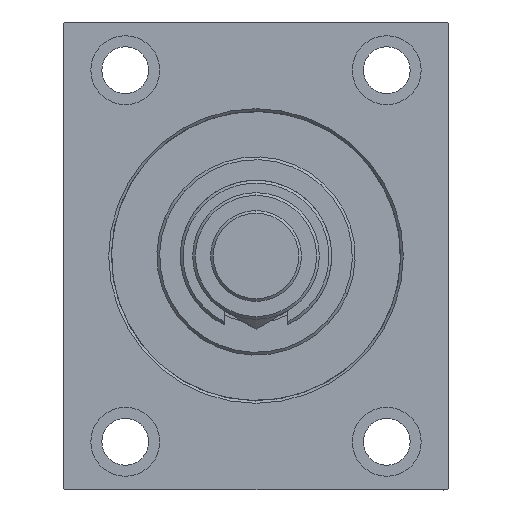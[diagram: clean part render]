
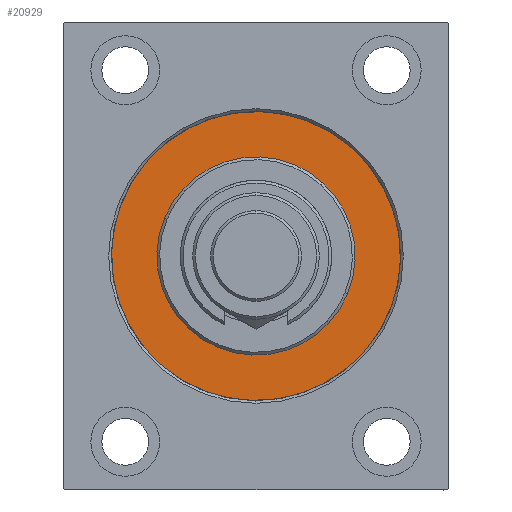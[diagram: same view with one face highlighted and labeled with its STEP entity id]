
A CAD part, left-side view. The second image highlights one B-rep face of the part: STEP entity #20929.
In plain terms, the highlighted face is planar.
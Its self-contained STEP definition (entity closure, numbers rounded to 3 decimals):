
#543 = CARTESIAN_POINT ( 'NONE',  ( 0., 0., 0. ) ) ;
#2900 = EDGE_CURVE ( 'NONE', #16667, #34946, #42996, .T. ) ;
#3713 = CARTESIAN_POINT ( 'NONE',  ( 0., 0., 0. ) ) ;
#3802 = AXIS2_PLACEMENT_3D ( 'NONE', #3713, #10270, #47123 ) ;
#4855 = VERTEX_POINT ( 'NONE', #14411 ) ;
#5550 = ORIENTED_EDGE ( 'NONE', *, *, #32548, .F. ) ;
#5875 = ORIENTED_EDGE ( 'NONE', *, *, #2900, .F. ) ;
#8417 = EDGE_LOOP ( 'NONE', ( #12829, #5875 ) ) ;
#10270 = DIRECTION ( 'NONE',  ( -1., 0., 0. ) ) ;
#11931 = DIRECTION ( 'NONE',  ( 1., 0., 0. ) ) ;
#12253 = CIRCLE ( 'NONE', #26865, 36. ) ;
#12829 = ORIENTED_EDGE ( 'NONE', *, *, #39056, .F. ) ;
#14268 = AXIS2_PLACEMENT_3D ( 'NONE', #44949, #16006, #34337 ) ;
#14309 = DIRECTION ( 'NONE',  ( 1., 0., 0. ) ) ;
#14343 = FACE_BOUND ( 'NONE', #19373, .T. ) ;
#14411 = CARTESIAN_POINT ( 'NONE',  ( 0., 0., -36. ) ) ;
#14808 = FACE_OUTER_BOUND ( 'NONE', #8417, .T. ) ;
#15538 = EDGE_CURVE ( 'NONE', #4855, #23256, #12253, .T. ) ;
#16006 = DIRECTION ( 'NONE',  ( -1., 0., 0. ) ) ;
#16667 = VERTEX_POINT ( 'NONE', #22470 ) ;
#17838 = CARTESIAN_POINT ( 'NONE',  ( 0., 0., 0. ) ) ;
#18671 = CARTESIAN_POINT ( 'NONE',  ( 0., 0., 0. ) ) ;
#19101 = CARTESIAN_POINT ( 'NONE',  ( 0., 0., -52.5 ) ) ;
#19373 = EDGE_LOOP ( 'NONE', ( #5550, #27255 ) ) ;
#19595 = CIRCLE ( 'NONE', #14268, 52.5 ) ;
#20929 = ADVANCED_FACE ( 'NONE', ( #14343, #14808 ), #21812, .F. ) ;
#21440 = DIRECTION ( 'NONE',  ( -1., 0., 0. ) ) ;
#21812 = PLANE ( 'NONE',  #3802 ) ;
#21839 = AXIS2_PLACEMENT_3D ( 'NONE', #543, #14309, #25385 ) ;
#22205 = AXIS2_PLACEMENT_3D ( 'NONE', #17838, #21440, #36852 ) ;
#22470 = CARTESIAN_POINT ( 'NONE',  ( 0., 0., 52.5 ) ) ;
#23241 = DIRECTION ( 'NONE',  ( 0., 0., -1. ) ) ;
#23256 = VERTEX_POINT ( 'NONE', #32327 ) ;
#25385 = DIRECTION ( 'NONE',  ( 0., 0., -1. ) ) ;
#26865 = AXIS2_PLACEMENT_3D ( 'NONE', #18671, #11931, #23241 ) ;
#27255 = ORIENTED_EDGE ( 'NONE', *, *, #15538, .F. ) ;
#32327 = CARTESIAN_POINT ( 'NONE',  ( 0., 0., 36. ) ) ;
#32548 = EDGE_CURVE ( 'NONE', #23256, #4855, #47267, .T. ) ;
#34337 = DIRECTION ( 'NONE',  ( 0., 0., 1. ) ) ;
#34946 = VERTEX_POINT ( 'NONE', #19101 ) ;
#36852 = DIRECTION ( 'NONE',  ( 0., 0., 1. ) ) ;
#39056 = EDGE_CURVE ( 'NONE', #34946, #16667, #19595, .T. ) ;
#42996 = CIRCLE ( 'NONE', #22205, 52.5 ) ;
#44949 = CARTESIAN_POINT ( 'NONE',  ( 0., 0., 0. ) ) ;
#47123 = DIRECTION ( 'NONE',  ( 0., 0., 1. ) ) ;
#47267 = CIRCLE ( 'NONE', #21839, 36. ) ;
